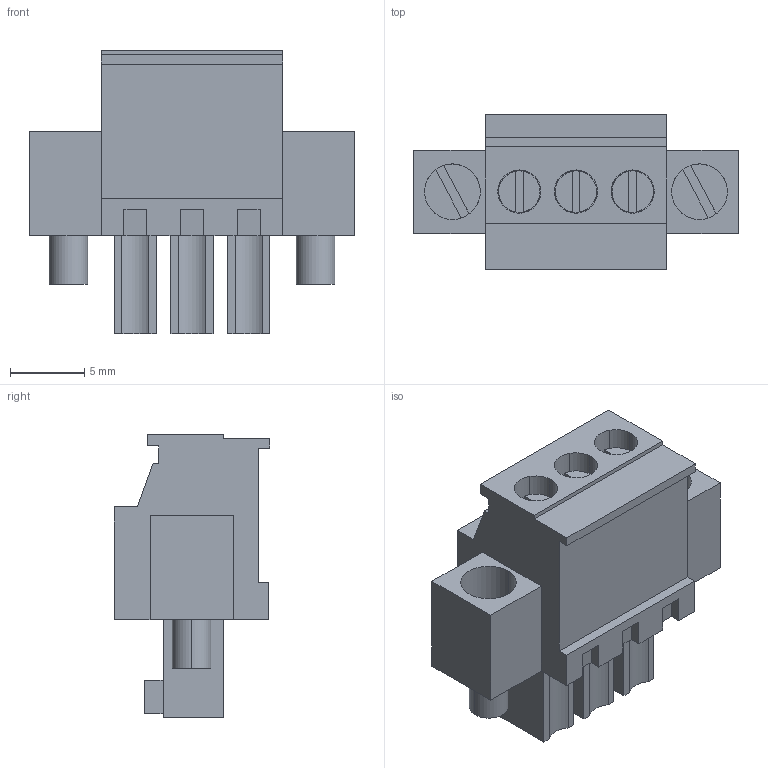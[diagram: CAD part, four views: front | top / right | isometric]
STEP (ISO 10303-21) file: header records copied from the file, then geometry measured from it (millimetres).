
FILE_DESCRIPTION(('CATIA V5 STEP Exchange','CAx-IF Rec.Pracs.--- Model Styling and Organization---1.2---2011-12-15'),'2;1');
FILE_NAME ('D1456410_0_1798140000_1798140000.stp','2017-04-11T09:56:52+00:00',('none'),('Weidmueller'),'CATIA Version 5-6 Release 2014','CATIA V5 STEP AP214','none');
FILE_SCHEMA(('AUTOMOTIVE_DESIGN { 1 0 10303 214 1 1 1 1 }'));
Length unit declared in the file: millimetre
Products named in the file (1): 1798140000
Bounding box: 21.82 x 10.45 x 19.1 mm (x, y, z)
Volume: 1793.3 mm3; surface area: 1870 mm2
Topology: 6 solids, 6 shells, 184 faces, 457 edges, 306 vertices
Faces by surface type: plane 140, cylinder 44
Entity records: 5383 total; most frequent: CARTESIAN_POINT 1073, ORIENTED_EDGE 914, DIRECTION 762, EDGE_CURVE 457, VECTOR 349, LINE 349, VERTEX_POINT 306, AXIS2_PLACEMENT_3D 250
